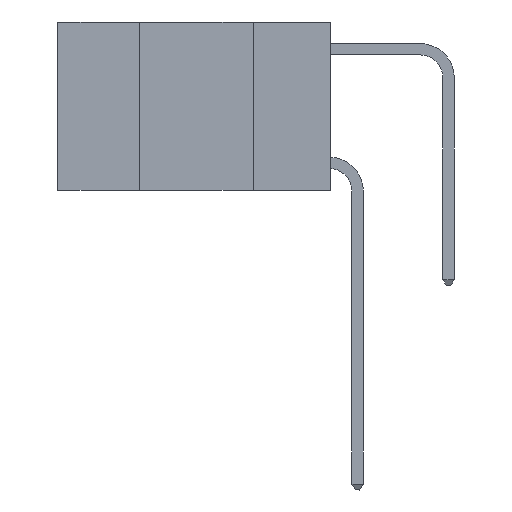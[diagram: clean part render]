
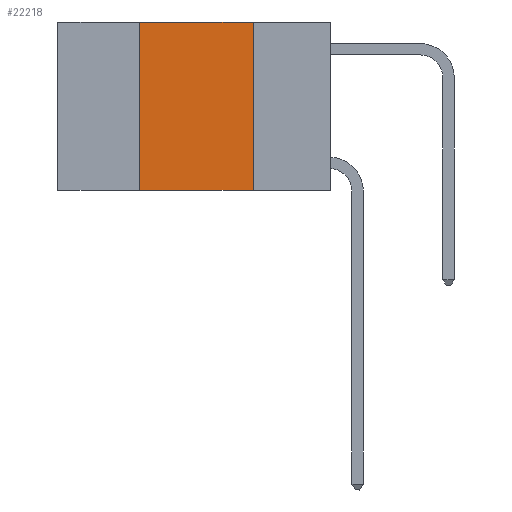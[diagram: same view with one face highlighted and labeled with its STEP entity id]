
A CAD part, left-side view. The second image highlights one B-rep face of the part: STEP entity #22218.
In plain terms, the highlighted planar face has unit normal (-1, 0, 0).
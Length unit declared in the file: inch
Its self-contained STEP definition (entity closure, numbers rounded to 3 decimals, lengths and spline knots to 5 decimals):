
#286 = VERTEX_POINT ( 'NONE', #25039 ) ;
#326 = CARTESIAN_POINT ( 'NONE',  ( 0., 0.42, -0.37 ) ) ;
#1399 = CARTESIAN_POINT ( 'NONE',  ( 0., 0.6, 0. ) ) ;
#1548 = CARTESIAN_POINT ( 'NONE',  ( 0., 0.6, -0.37 ) ) ;
#1832 = CARTESIAN_POINT ( 'NONE',  ( 0., 0.42, 0. ) ) ;
#2859 = VERTEX_POINT ( 'NONE', #24437 ) ;
#6152 = PLANE ( 'NONE',  #20899 ) ;
#6240 = LINE ( 'NONE', #27229, #6991 ) ;
#6541 = VERTEX_POINT ( 'NONE', #326 ) ;
#6991 = VECTOR ( 'NONE', #15079, 39.37008 ) ;
#7045 = VECTOR ( 'NONE', #11309, 39.37008 ) ;
#7108 = ORIENTED_EDGE ( 'NONE', *, *, #7361, .T. ) ;
#7361 = EDGE_CURVE ( 'NONE', #6541, #286, #7792, .T. ) ;
#7792 = LINE ( 'NONE', #1548, #8545 ) ;
#8189 = EDGE_CURVE ( 'NONE', #30528, #2859, #6240, .T. ) ;
#8354 = EDGE_CURVE ( 'NONE', #2859, #286, #27645, .T. ) ;
#8545 = VECTOR ( 'NONE', #11006, 39.37008 ) ;
#8686 = DIRECTION ( 'NONE',  ( 1., 0., 0. ) ) ;
#11006 = DIRECTION ( 'NONE',  ( 0., -1., 0. ) ) ;
#11281 = DIRECTION ( 'NONE',  ( 0., 0., -1. ) ) ;
#11309 = DIRECTION ( 'NONE',  ( 0., 0., 1. ) ) ;
#13756 = LINE ( 'NONE', #1832, #7045 ) ;
#15079 = DIRECTION ( 'NONE',  ( 0., -1., 0. ) ) ;
#15562 = ORIENTED_EDGE ( 'NONE', *, *, #25928, .F. ) ;
#17240 = CARTESIAN_POINT ( 'NONE',  ( 0., 0.42, 0. ) ) ;
#18512 = ORIENTED_EDGE ( 'NONE', *, *, #8189, .F. ) ;
#19642 = FACE_OUTER_BOUND ( 'NONE', #21002, .T. ) ;
#20899 = AXIS2_PLACEMENT_3D ( 'NONE', #1399, #8686, #11281 ) ;
#21002 = EDGE_LOOP ( 'NONE', ( #28617, #18512, #15562, #7108 ) ) ;
#22218 = ADVANCED_FACE ( 'NONE', ( #19642 ), #6152, .F. ) ;
#24437 = CARTESIAN_POINT ( 'NONE',  ( 0., 0.17, 0. ) ) ;
#25039 = CARTESIAN_POINT ( 'NONE',  ( 0., 0.17, -0.37 ) ) ;
#25424 = CARTESIAN_POINT ( 'NONE',  ( 0., 0.17, 0. ) ) ;
#25928 = EDGE_CURVE ( 'NONE', #6541, #30528, #13756, .T. ) ;
#27229 = CARTESIAN_POINT ( 'NONE',  ( 0., 0.6, 0. ) ) ;
#27645 = LINE ( 'NONE', #25424, #28763 ) ;
#28030 = DIRECTION ( 'NONE',  ( 0., 0., -1. ) ) ;
#28617 = ORIENTED_EDGE ( 'NONE', *, *, #8354, .F. ) ;
#28763 = VECTOR ( 'NONE', #28030, 39.37008 ) ;
#30528 = VERTEX_POINT ( 'NONE', #17240 ) ;
